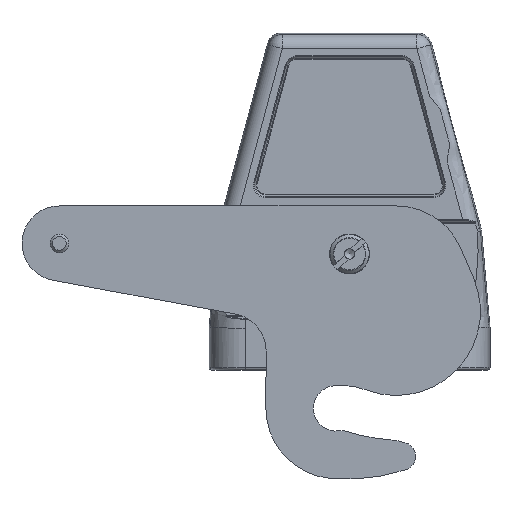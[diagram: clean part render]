
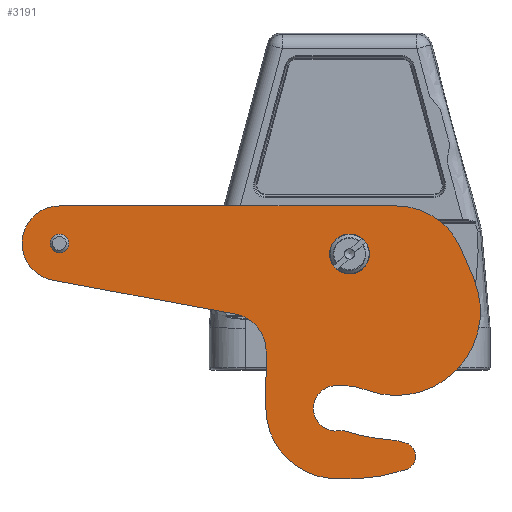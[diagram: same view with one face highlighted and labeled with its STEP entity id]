
A CAD part, front view. The second image highlights one B-rep face of the part: STEP entity #3191.
In plain terms, the highlighted planar face has unit normal (0, -1, 0).
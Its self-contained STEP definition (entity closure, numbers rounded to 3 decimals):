
#1346=PLANE('',#9713);
#1980=LINE('',#14422,#2555);
#1984=LINE('',#14434,#2559);
#1988=LINE('',#14446,#2563);
#1992=LINE('',#14458,#2567);
#2555=VECTOR('',#10621,1.);
#2559=VECTOR('',#10633,1.);
#2563=VECTOR('',#10645,1.);
#2567=VECTOR('',#10657,1.);
#3191=ADVANCED_FACE('',(#3822,#3823,#3824),#1346,.T.);
#3822=FACE_BOUND('',#3965,.T.);
#3823=FACE_BOUND('',#3966,.T.);
#3824=FACE_BOUND('',#3967,.T.);
#3965=EDGE_LOOP('',(#4591));
#3966=EDGE_LOOP('',(#4592,#4593,#4594,#4595,#4596,#4597,#4598,#4599,#4600,
#4601,#4602,#4603,#4604,#4605,#4606,#4607));
#3967=EDGE_LOOP('',(#4608));
#4591=ORIENTED_EDGE('',*,*,#7612,.T.);
#4592=ORIENTED_EDGE('',*,*,#7562,.T.);
#4593=ORIENTED_EDGE('',*,*,#7566,.T.);
#4594=ORIENTED_EDGE('',*,*,#7569,.T.);
#4595=ORIENTED_EDGE('',*,*,#7572,.T.);
#4596=ORIENTED_EDGE('',*,*,#7575,.T.);
#4597=ORIENTED_EDGE('',*,*,#7578,.T.);
#4598=ORIENTED_EDGE('',*,*,#7581,.T.);
#4599=ORIENTED_EDGE('',*,*,#7584,.T.);
#4600=ORIENTED_EDGE('',*,*,#7587,.T.);
#4601=ORIENTED_EDGE('',*,*,#7590,.T.);
#4602=ORIENTED_EDGE('',*,*,#7593,.T.);
#4603=ORIENTED_EDGE('',*,*,#7596,.T.);
#4604=ORIENTED_EDGE('',*,*,#7599,.T.);
#4605=ORIENTED_EDGE('',*,*,#7602,.T.);
#4606=ORIENTED_EDGE('',*,*,#7605,.T.);
#4607=ORIENTED_EDGE('',*,*,#7610,.T.);
#4608=ORIENTED_EDGE('',*,*,#7609,.T.);
#6829=VERTEX_POINT('',#14384);
#6830=VERTEX_POINT('',#14385);
#6833=VERTEX_POINT('',#14393);
#6835=VERTEX_POINT('',#14399);
#6837=VERTEX_POINT('',#14405);
#6839=VERTEX_POINT('',#14411);
#6841=VERTEX_POINT('',#14417);
#6843=VERTEX_POINT('',#14423);
#6845=VERTEX_POINT('',#14429);
#6847=VERTEX_POINT('',#14435);
#6849=VERTEX_POINT('',#14441);
#6851=VERTEX_POINT('',#14447);
#6853=VERTEX_POINT('',#14453);
#6855=VERTEX_POINT('',#14459);
#6857=VERTEX_POINT('',#14465);
#6859=VERTEX_POINT('',#14471);
#6862=VERTEX_POINT('',#14479);
#6863=VERTEX_POINT('',#14486);
#7562=EDGE_CURVE('',#6829,#6830,#8724,.T.);
#7566=EDGE_CURVE('',#6830,#6833,#8726,.T.);
#7569=EDGE_CURVE('',#6833,#6835,#8728,.T.);
#7572=EDGE_CURVE('',#6835,#6837,#8730,.T.);
#7575=EDGE_CURVE('',#6837,#6839,#8732,.T.);
#7578=EDGE_CURVE('',#6839,#6841,#8734,.T.);
#7581=EDGE_CURVE('',#6841,#6843,#1980,.T.);
#7584=EDGE_CURVE('',#6843,#6845,#8736,.T.);
#7587=EDGE_CURVE('',#6845,#6847,#1984,.T.);
#7590=EDGE_CURVE('',#6847,#6849,#8738,.T.);
#7593=EDGE_CURVE('',#6849,#6851,#1988,.T.);
#7596=EDGE_CURVE('',#6851,#6853,#8740,.T.);
#7599=EDGE_CURVE('',#6853,#6855,#1992,.T.);
#7602=EDGE_CURVE('',#6855,#6857,#8742,.T.);
#7605=EDGE_CURVE('',#6857,#6859,#8744,.T.);
#7609=EDGE_CURVE('',#6862,#6862,#8747,.T.);
#7610=EDGE_CURVE('',#6859,#6829,#8748,.T.);
#7612=EDGE_CURVE('',#6863,#6863,#8750,.T.);
#8724=CIRCLE('',#9668,15.);
#8726=CIRCLE('',#9671,35.);
#8728=CIRCLE('',#9674,5.);
#8730=CIRCLE('',#9677,4.85);
#8732=CIRCLE('',#9680,15.);
#8734=CIRCLE('',#9683,18.);
#8736=CIRCLE('',#9687,15.);
#8738=CIRCLE('',#9691,8.);
#8740=CIRCLE('',#9695,8.);
#8742=CIRCLE('',#9699,15.);
#8744=CIRCLE('',#9702,40.);
#8747=CIRCLE('',#9706,2.8);
#8748=CIRCLE('',#9708,3.);
#8750=CIRCLE('',#9712,1.975);
#9668=AXIS2_PLACEMENT_3D('',#14383,#10578,#10579);
#9671=AXIS2_PLACEMENT_3D('',#14392,#10586,#10587);
#9674=AXIS2_PLACEMENT_3D('',#14398,#10593,#10594);
#9677=AXIS2_PLACEMENT_3D('',#14404,#10600,#10601);
#9680=AXIS2_PLACEMENT_3D('',#14410,#10607,#10608);
#9683=AXIS2_PLACEMENT_3D('',#14416,#10614,#10615);
#9687=AXIS2_PLACEMENT_3D('',#14428,#10626,#10627);
#9691=AXIS2_PLACEMENT_3D('',#14440,#10638,#10639);
#9695=AXIS2_PLACEMENT_3D('',#14452,#10650,#10651);
#9699=AXIS2_PLACEMENT_3D('',#14464,#10662,#10663);
#9702=AXIS2_PLACEMENT_3D('',#14470,#10669,#10670);
#9706=AXIS2_PLACEMENT_3D('',#14478,#10678,#10679);
#9708=AXIS2_PLACEMENT_3D('',#14481,#10682,#10683);
#9712=AXIS2_PLACEMENT_3D('',#14485,#10690,#10691);
#9713=AXIS2_PLACEMENT_3D('',#14487,#10692,#10693);
#10578=DIRECTION('',(0.,-1.,0.));
#10579=DIRECTION('',(-1.,0.,0.004));
#10586=DIRECTION('',(0.,1.,0.));
#10587=DIRECTION('',(-1.,0.,0.004));
#10593=DIRECTION('',(0.,-1.,0.));
#10594=DIRECTION('',(-1.,0.,0.004));
#10600=DIRECTION('',(0.,1.,0.));
#10601=DIRECTION('',(-1.,0.,0.004));
#10607=DIRECTION('',(0.,1.,0.));
#10608=DIRECTION('',(-0.107,0.,0.994));
#10614=DIRECTION('',(0.,-1.,0.));
#10615=DIRECTION('',(0.918,0.,0.396));
#10621=DIRECTION('',(-0.396,0.,0.918));
#10626=DIRECTION('',(0.,-1.,0.));
#10627=DIRECTION('',(0.,0.,1.));
#10633=DIRECTION('',(-1.,0.,0.));
#10638=DIRECTION('',(0.,-1.,0.));
#10639=DIRECTION('',(-1.,0.,0.004));
#10645=DIRECTION('',(0.983,0.,-0.182));
#10650=DIRECTION('',(0.,1.,0.));
#10651=DIRECTION('',(0.182,0.,0.983));
#10657=DIRECTION('',(-0.004,0.,-1.));
#10662=DIRECTION('',(0.,-1.,0.));
#10663=DIRECTION('',(-0.097,0.,-0.995));
#10669=DIRECTION('',(0.,-1.,0.));
#10670=DIRECTION('',(0.313,0.,-0.95));
#10678=DIRECTION('',(0.,1.,0.));
#10679=DIRECTION('',(-1.,0.,0.004));
#10682=DIRECTION('',(0.,-1.,0.));
#10683=DIRECTION('',(-1.,0.,0.004));
#10690=DIRECTION('',(0.,1.,0.));
#10691=DIRECTION('',(0.,0.,-1.));
#10692=DIRECTION('',(0.,-1.,0.));
#10693=DIRECTION('',(1.,0.,-0.004));
#14383=CARTESIAN_POINT('',(7.329,-26.,-38.982));
#14384=CARTESIAN_POINT('',(12.068,-26.,-24.75));
#14385=CARTESIAN_POINT('',(8.334,-26.,-24.016));
#14392=CARTESIAN_POINT('',(10.68,-26.,10.905));
#14393=CARTESIAN_POINT('',(-0.18,-26.,-22.367));
#14398=CARTESIAN_POINT('',(-1.731,-26.,-27.12));
#14399=CARTESIAN_POINT('',(-2.318,-26.,-22.155));
#14404=CARTESIAN_POINT('',(-2.888,-26.,-17.338));
#14405=CARTESIAN_POINT('',(-3.408,-26.,-12.516));
#14410=CARTESIAN_POINT('',(-1.799,-26.,-27.43));
#14411=CARTESIAN_POINT('',(3.541,-26.,-13.412));
#14416=CARTESIAN_POINT('',(9.949,-26.,3.408));
#14417=CARTESIAN_POINT('',(26.476,-26.,10.54));
#14422=CARTESIAN_POINT('',(26.476,-26.,10.54));
#14423=CARTESIAN_POINT('',(23.753,-26.,16.851));
#14428=CARTESIAN_POINT('',(9.98,-26.,10.908));
#14429=CARTESIAN_POINT('',(9.98,-26.,25.908));
#14434=CARTESIAN_POINT('',(9.98,-26.,25.908));
#14435=CARTESIAN_POINT('',(-61.991,-26.,25.908));
#14440=CARTESIAN_POINT('',(-61.991,-26.,17.908));
#14441=CARTESIAN_POINT('',(-63.449,-26.,10.042));
#14446=CARTESIAN_POINT('',(-63.449,-26.,10.042));
#14447=CARTESIAN_POINT('',(-24.379,-26.,2.803));
#14452=CARTESIAN_POINT('',(-25.837,-26.,-5.063));
#14453=CARTESIAN_POINT('',(-17.837,-26.,-5.097));
#14458=CARTESIAN_POINT('',(-17.837,-26.,-5.097));
#14459=CARTESIAN_POINT('',(-17.887,-26.,-17.276));
#14464=CARTESIAN_POINT('',(-2.888,-26.,-17.338));
#14465=CARTESIAN_POINT('',(-4.343,-26.,-32.267));
#14470=CARTESIAN_POINT('',(-0.462,-26.,7.544));
#14471=CARTESIAN_POINT('',(12.059,-26.,-30.446));
#14478=CARTESIAN_POINT('',(0.,-26.,15.65));
#14479=CARTESIAN_POINT('',(-2.8,-26.,15.662));
#14481=CARTESIAN_POINT('',(11.12,-26.,-27.597));
#14485=CARTESIAN_POINT('',(-61.991,-26.,17.908));
#14486=CARTESIAN_POINT('',(-61.991,-26.,15.933));
#14487=CARTESIAN_POINT('',(7.329,-26.,-38.982));
